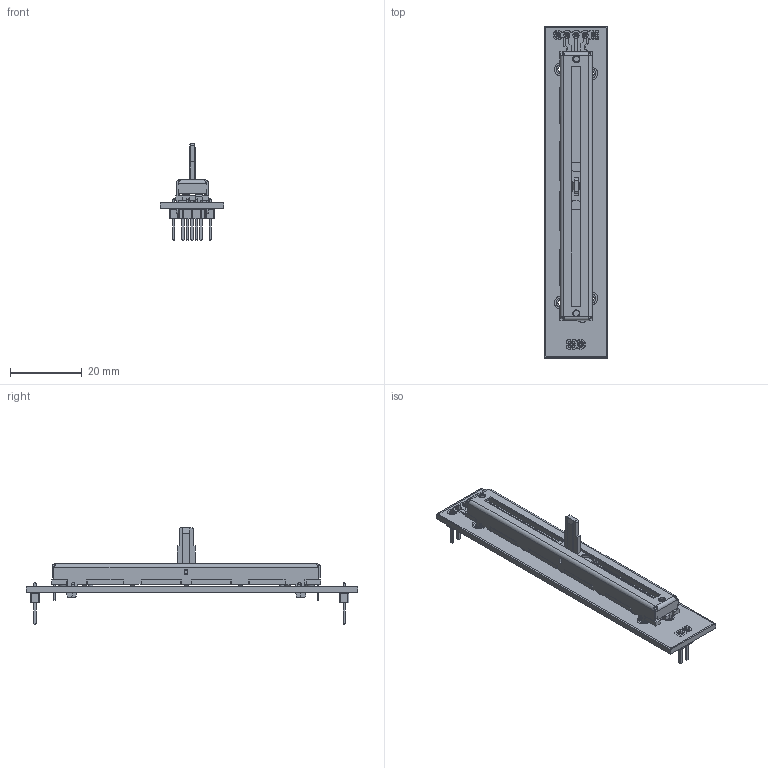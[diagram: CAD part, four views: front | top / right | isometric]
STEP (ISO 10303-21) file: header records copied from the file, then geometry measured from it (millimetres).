
FILE_DESCRIPTION(('FreeCAD Model'),'2;1');
FILE_NAME('Open CASCADE Shape Model','2022-11-12T13:58:40',('Author'),( ''),'Open CASCADE STEP processor 7.5','FreeCAD','Unknown');
FILE_SCHEMA(('AUTOMOTIVE_DESIGN { 1 0 10303 214 1 1 1 1 }'));
Length unit declared in the file: millimetre
Products named in the file (19): slidepot-60; Local_CS_f15a; Board_Geoms_f15a; Pcb_f15a; PCB_Sketch_f15a; topPads_f15a; topTracks_f15a; topZones_f15a; botPads_f15a; botZones_f15a; Step_Models_f15a; Top_f15a; J1_PinHeader_1x05_P254mm_Vertical_af7242d1aa5f; J2_PinHeader_1x02_P254mm_Vertical_ff61df4ceab8; RV1_PRT0001_e6a25b513762; SOLID; COMPOUND002; COMPOUND; COMPOUND001
Assembly tree (18 placements, depth 6):
  slidepot-60
    Local_CS_f15a
    Board_Geoms_f15a
      Pcb_f15a
      PCB_Sketch_f15a
      topPads_f15a
      topTracks_f15a
      topZones_f15a
      botPads_f15a
      botZones_f15a
    Step_Models_f15a
      Top_f15a
        J1_PinHeader_1x05_P254mm_Vertical_af7242d1aa5f
        J2_PinHeader_1x02_P254mm_Vertical_ff61df4ceab8
        RV1_PRT0001_e6a25b513762
          SOLID
          COMPOUND002
            COMPOUND
            COMPOUND001
Bounding box: 17.78 x 92.71 x 26.89 mm (x, y, z)
Volume: 4390.9 mm3; surface area: 11506.5 mm2
Topology: 4 solids, 44 shells, 974 faces, 5596 edges, 4654 vertices
Faces by surface type: plane 800, cylinder 146, bspline 16, torus 12
Full cylindrical faces by diameter (mm): 1 x7, 1.2 x3, 1.7 x4
Entity records: 56516 total; most frequent: CARTESIAN_POINT 11891, ORIENTED_EDGE 8162, DIRECTION 7945, EDGE_CURVE 5592, LINE 5137, VECTOR 5137, VERTEX_POINT 4646, AXIS2_PLACEMENT_3D 1404
